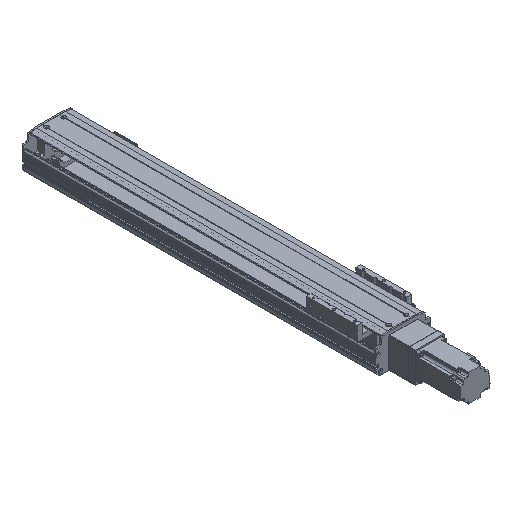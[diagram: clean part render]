
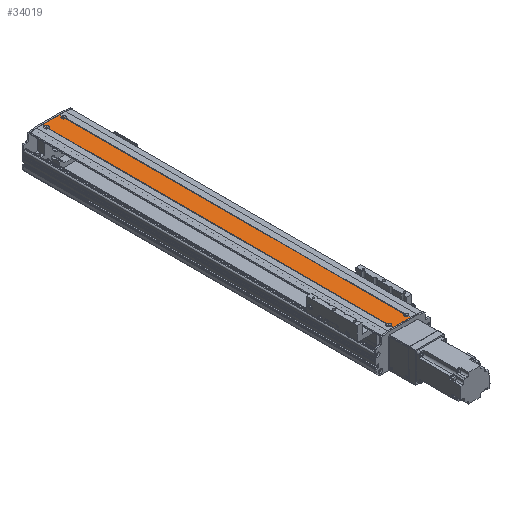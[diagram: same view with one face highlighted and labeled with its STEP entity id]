
A CAD part, isometric view. The second image highlights one B-rep face of the part: STEP entity #34019.
In plain terms, the highlighted face is planar.
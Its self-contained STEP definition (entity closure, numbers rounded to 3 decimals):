
#3794=CIRCLE('',#37459,4.55);
#3796=CIRCLE('',#37461,4.55);
#3799=CIRCLE('',#37466,4.55);
#3801=CIRCLE('',#37468,4.55);
#3807=CIRCLE('',#37476,4.55);
#3812=CIRCLE('',#37483,4.55);
#5584=FACE_OUTER_BOUND('',#7695,.T.);
#7695=EDGE_LOOP('',(#28497,#28498,#28499,#28500,#28501,#28502,#28503,#28504,
#28505,#28506,#28507,#28508,#28509,#28510));
#10116=LINE('',#58558,#12822);
#10119=LINE('',#58563,#12825);
#10122=LINE('',#58569,#12828);
#10124=LINE('',#58572,#12830);
#10157=LINE('',#58667,#12863);
#10228=LINE('',#58833,#12934);
#10229=LINE('',#58835,#12935);
#10230=LINE('',#58836,#12936);
#12822=VECTOR('',#45176,10.);
#12825=VECTOR('',#45181,10.);
#12828=VECTOR('',#45186,10.);
#12830=VECTOR('',#45190,10.);
#12863=VECTOR('',#45257,10.);
#12934=VECTOR('',#45438,10.);
#12935=VECTOR('',#45441,10.);
#12936=VECTOR('',#45442,10.);
#15996=VERTEX_POINT('',#58423);
#15997=VERTEX_POINT('',#58427);
#15999=VERTEX_POINT('',#58432);
#16005=VERTEX_POINT('',#58453);
#16006=VERTEX_POINT('',#58457);
#16008=VERTEX_POINT('',#58462);
#16013=VERTEX_POINT('',#58479);
#16019=VERTEX_POINT('',#58498);
#16022=VERTEX_POINT('',#58509);
#16028=VERTEX_POINT('',#58528);
#16036=VERTEX_POINT('',#58557);
#16037=VERTEX_POINT('',#58561);
#16039=VERTEX_POINT('',#58567);
#16084=VERTEX_POINT('',#58665);
#20271=EDGE_CURVE('',#15997,#15996,#3794,.T.);
#20274=EDGE_CURVE('',#15999,#15997,#3796,.T.);
#20282=EDGE_CURVE('',#16006,#16005,#3799,.T.);
#20285=EDGE_CURVE('',#16008,#16006,#3801,.T.);
#20299=EDGE_CURVE('',#16013,#16019,#3807,.T.);
#20310=EDGE_CURVE('',#16022,#16028,#3812,.T.);
#20323=EDGE_CURVE('',#15999,#16036,#10116,.T.);
#20326=EDGE_CURVE('',#16037,#16005,#10119,.T.);
#20329=EDGE_CURVE('',#16028,#16039,#10122,.T.);
#20331=EDGE_CURVE('',#16019,#16022,#10124,.T.);
#20378=EDGE_CURVE('',#16084,#16037,#10157,.T.);
#20462=EDGE_CURVE('',#16084,#16013,#10228,.T.);
#20463=EDGE_CURVE('',#16008,#15996,#10229,.T.);
#20464=EDGE_CURVE('',#16036,#16039,#10230,.T.);
#28497=ORIENTED_EDGE('',*,*,#20274,.T.);
#28498=ORIENTED_EDGE('',*,*,#20271,.T.);
#28499=ORIENTED_EDGE('',*,*,#20463,.F.);
#28500=ORIENTED_EDGE('',*,*,#20285,.T.);
#28501=ORIENTED_EDGE('',*,*,#20282,.T.);
#28502=ORIENTED_EDGE('',*,*,#20326,.F.);
#28503=ORIENTED_EDGE('',*,*,#20378,.F.);
#28504=ORIENTED_EDGE('',*,*,#20462,.T.);
#28505=ORIENTED_EDGE('',*,*,#20299,.T.);
#28506=ORIENTED_EDGE('',*,*,#20331,.T.);
#28507=ORIENTED_EDGE('',*,*,#20310,.T.);
#28508=ORIENTED_EDGE('',*,*,#20329,.T.);
#28509=ORIENTED_EDGE('',*,*,#20464,.F.);
#28510=ORIENTED_EDGE('',*,*,#20323,.F.);
#32521=PLANE('',#37565);
#34019=ADVANCED_FACE('',(#5584),#32521,.T.);
#37459=AXIS2_PLACEMENT_3D('',#58428,#45096,#45097);
#37461=AXIS2_PLACEMENT_3D('',#58433,#45101,#45102);
#37466=AXIS2_PLACEMENT_3D('',#58458,#45112,#45113);
#37468=AXIS2_PLACEMENT_3D('',#58463,#45117,#45118);
#37476=AXIS2_PLACEMENT_3D('',#58502,#45135,#45136);
#37483=AXIS2_PLACEMENT_3D('',#58532,#45151,#45152);
#37565=AXIS2_PLACEMENT_3D('',#58834,#45439,#45440);
#45096=DIRECTION('center_axis',(0.,-1.,0.));
#45097=DIRECTION('ref_axis',(1.,0.,0.));
#45101=DIRECTION('center_axis',(0.,-1.,0.));
#45102=DIRECTION('ref_axis',(1.,0.,0.));
#45112=DIRECTION('center_axis',(0.,-1.,0.));
#45113=DIRECTION('ref_axis',(1.,0.,0.));
#45117=DIRECTION('center_axis',(0.,-1.,0.));
#45118=DIRECTION('ref_axis',(1.,0.,0.));
#45135=DIRECTION('center_axis',(0.,-1.,0.));
#45136=DIRECTION('ref_axis',(1.,0.,0.));
#45151=DIRECTION('center_axis',(0.,-1.,0.));
#45152=DIRECTION('ref_axis',(1.,0.,0.));
#45176=DIRECTION('',(0.,0.,1.));
#45181=DIRECTION('',(0.,0.,1.));
#45186=DIRECTION('',(0.,0.,1.));
#45190=DIRECTION('',(0.,0.,1.));
#45257=DIRECTION('',(1.,0.,0.));
#45438=DIRECTION('',(0.,0.,1.));
#45439=DIRECTION('center_axis',(0.,1.,0.));
#45440=DIRECTION('ref_axis',(-1.,0.,0.));
#45441=DIRECTION('',(0.,0.,1.));
#45442=DIRECTION('',(-1.,0.,0.));
#58423=CARTESIAN_POINT('',(18.5,2.5,370.978));
#58427=CARTESIAN_POINT('',(14.45,2.5,375.5));
#58428=CARTESIAN_POINT('Origin',(19.,2.5,375.5));
#58432=CARTESIAN_POINT('',(18.5,2.5,380.022));
#58433=CARTESIAN_POINT('Origin',(19.,2.5,375.5));
#58453=CARTESIAN_POINT('',(18.5,2.5,-380.022));
#58457=CARTESIAN_POINT('',(14.45,2.5,-375.5));
#58458=CARTESIAN_POINT('Origin',(19.,2.5,-375.5));
#58462=CARTESIAN_POINT('',(18.5,2.5,-370.978));
#58463=CARTESIAN_POINT('Origin',(19.,2.5,-375.5));
#58479=CARTESIAN_POINT('',(-18.5,2.5,-380.022));
#58498=CARTESIAN_POINT('',(-18.5,2.5,-370.978));
#58502=CARTESIAN_POINT('Origin',(-19.,2.5,-375.5));
#58509=CARTESIAN_POINT('',(-18.5,2.5,370.978));
#58528=CARTESIAN_POINT('',(-18.5,2.5,380.022));
#58532=CARTESIAN_POINT('Origin',(-19.,2.5,375.5));
#58557=CARTESIAN_POINT('',(18.5,2.5,385.5));
#58558=CARTESIAN_POINT('',(18.5,2.5,0.));
#58561=CARTESIAN_POINT('',(18.5,2.5,-385.5));
#58563=CARTESIAN_POINT('',(18.5,2.5,0.));
#58567=CARTESIAN_POINT('',(-18.5,2.5,385.5));
#58569=CARTESIAN_POINT('',(-18.5,2.5,0.));
#58572=CARTESIAN_POINT('',(-18.5,2.5,0.));
#58665=CARTESIAN_POINT('',(-18.5,2.5,-385.5));
#58667=CARTESIAN_POINT('',(18.5,2.5,-385.5));
#58833=CARTESIAN_POINT('',(-18.5,2.5,0.));
#58834=CARTESIAN_POINT('Origin',(18.5,2.5,0.));
#58835=CARTESIAN_POINT('',(18.5,2.5,0.));
#58836=CARTESIAN_POINT('',(18.5,2.5,385.5));
